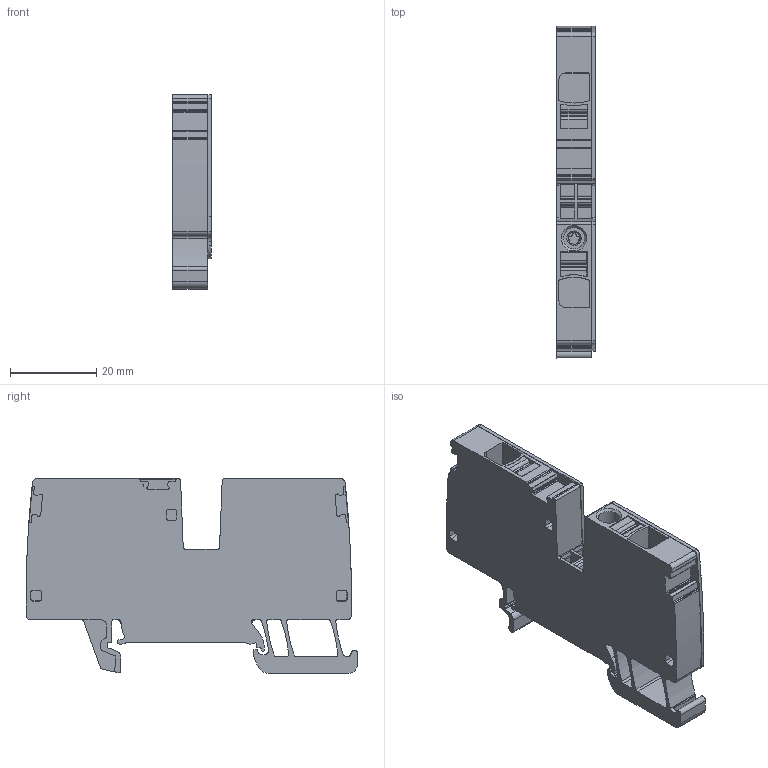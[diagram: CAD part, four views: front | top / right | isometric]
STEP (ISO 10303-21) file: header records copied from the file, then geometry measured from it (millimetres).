
FILE_DESCRIPTION(('CATIA V5R24 STEP','CAx-IF Rec.Pracs.--- Model Styling and Organization---1.2---2011-12-15'),'2;1');
FILE_NAME ('8525919_3', '2017-07-04T07:00:20+00:00', ('Weidmueller Interface'), ('Weidmueller'), 'CATIA Version 5-6 Release 2014 SP4 HF52', 'CATIA V5 STEP AP214', 'none');
FILE_SCHEMA(('AUTOMOTIVE_DESIGN { 1 0 10303 214 1 1 1 1 }'));
Length unit declared in the file: millimetre
Products named in the file (1): 2065120000_ALO_6_BL
Bounding box: 9 x 77.02 x 45.15 mm (x, y, z)
Volume: 21194.6 mm3; surface area: 10774.2 mm2
Topology: 3 solids, 3 shells, 543 faces, 1555 edges, 1028 vertices
Faces by surface type: plane 242, cylinder 223, extrusion 50, cone 26, bspline 2
Entity records: 18458 total; most frequent: CARTESIAN_POINT 4215, ORIENTED_EDGE 3110, DIRECTION 2322, EDGE_CURVE 1555, VERTEX_POINT 1028, VECTOR 1007, LINE 957, AXIS2_PLACEMENT_3D 898
